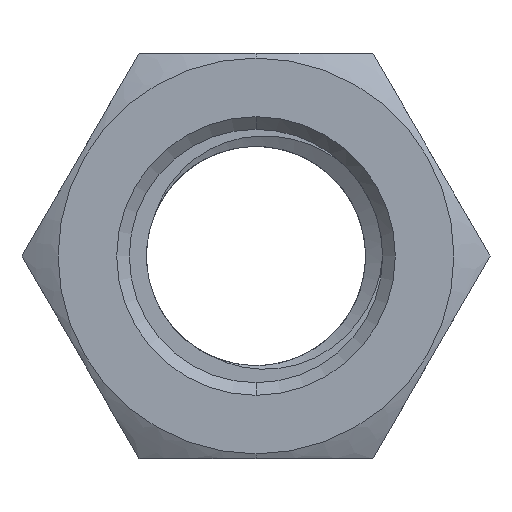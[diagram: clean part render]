
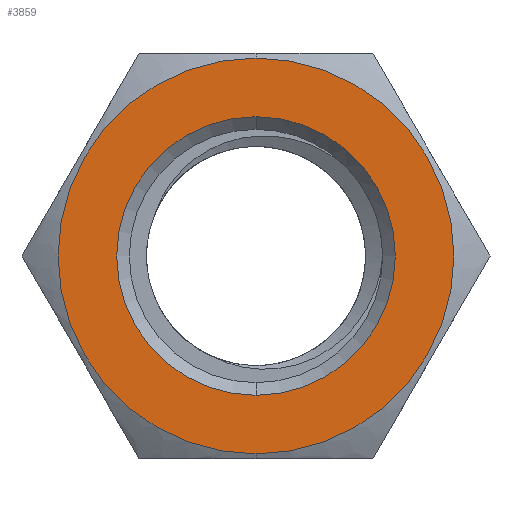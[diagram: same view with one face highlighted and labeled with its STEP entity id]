
A CAD part, front view. The second image highlights one B-rep face of the part: STEP entity #3859.
In plain terms, the highlighted planar face has unit normal (0, -1, 0).
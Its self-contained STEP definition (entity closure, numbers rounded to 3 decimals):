
#67 = AXIS2_PLACEMENT_3D ( 'NONE', #3292, #1275, #2859 ) ;
#113 = CIRCLE ( 'NONE', #2250, 6.25 ) ;
#175 = ORIENTED_EDGE ( 'NONE', *, *, #1663, .T. ) ;
#204 = DIRECTION ( 'NONE',  ( 0., 1., 0. ) ) ;
#258 = VERTEX_POINT ( 'NONE', #3086 ) ;
#283 = VERTEX_POINT ( 'NONE', #1453 ) ;
#372 = CIRCLE ( 'NONE', #3714, 6.25 ) ;
#616 = EDGE_LOOP ( 'NONE', ( #175, #4025 ) ) ;
#1010 = EDGE_CURVE ( 'NONE', #5054, #5165, #113, .T. ) ;
#1122 = FACE_BOUND ( 'NONE', #616, .T. ) ;
#1196 = DIRECTION ( 'NONE',  ( 0., 1., 0. ) ) ;
#1228 = CIRCLE ( 'NONE', #3539, 4.4 ) ;
#1275 = DIRECTION ( 'NONE',  ( 0., 1., 0. ) ) ;
#1293 = CARTESIAN_POINT ( 'NONE',  ( 0., -3.15, 0. ) ) ;
#1381 = CARTESIAN_POINT ( 'NONE',  ( 0., -3.15, 6.25 ) ) ;
#1453 = CARTESIAN_POINT ( 'NONE',  ( 0., -3.15, 4.4 ) ) ;
#1661 = CARTESIAN_POINT ( 'NONE',  ( 0., -3.15, 0. ) ) ;
#1663 = EDGE_CURVE ( 'NONE', #258, #283, #1228, .T. ) ;
#1809 = CARTESIAN_POINT ( 'NONE',  ( 0., -3.15, 0. ) ) ;
#2218 = DIRECTION ( 'NONE',  ( 0., 1., 0. ) ) ;
#2230 = DIRECTION ( 'NONE',  ( 0., 0., 1. ) ) ;
#2239 = EDGE_CURVE ( 'NONE', #5165, #5054, #372, .T. ) ;
#2250 = AXIS2_PLACEMENT_3D ( 'NONE', #1293, #204, #2230 ) ;
#2704 = CIRCLE ( 'NONE', #3396, 4.4 ) ;
#2716 = CARTESIAN_POINT ( 'NONE',  ( 0., -3.15, -6.25 ) ) ;
#2859 = DIRECTION ( 'NONE',  ( 0., 0., 1. ) ) ;
#2994 = EDGE_LOOP ( 'NONE', ( #3005, #4958 ) ) ;
#3005 = ORIENTED_EDGE ( 'NONE', *, *, #2239, .F. ) ;
#3086 = CARTESIAN_POINT ( 'NONE',  ( 0., -3.15, -4.4 ) ) ;
#3234 = CARTESIAN_POINT ( 'NONE',  ( 0., -3.15, 0. ) ) ;
#3292 = CARTESIAN_POINT ( 'NONE',  ( 0., -3.15, 0. ) ) ;
#3300 = DIRECTION ( 'NONE',  ( 0., 1., 0. ) ) ;
#3396 = AXIS2_PLACEMENT_3D ( 'NONE', #1809, #2218, #3811 ) ;
#3539 = AXIS2_PLACEMENT_3D ( 'NONE', #1661, #3300, #3596 ) ;
#3596 = DIRECTION ( 'NONE',  ( 0., 0., 1. ) ) ;
#3667 = EDGE_CURVE ( 'NONE', #283, #258, #2704, .T. ) ;
#3714 = AXIS2_PLACEMENT_3D ( 'NONE', #3234, #1196, #4895 ) ;
#3811 = DIRECTION ( 'NONE',  ( 0., 0., 1. ) ) ;
#3859 = ADVANCED_FACE ( 'NONE', ( #4793, #1122 ), #4393, .F. ) ;
#4025 = ORIENTED_EDGE ( 'NONE', *, *, #3667, .T. ) ;
#4393 = PLANE ( 'NONE',  #67 ) ;
#4793 = FACE_OUTER_BOUND ( 'NONE', #2994, .T. ) ;
#4895 = DIRECTION ( 'NONE',  ( 0., 0., 1. ) ) ;
#4958 = ORIENTED_EDGE ( 'NONE', *, *, #1010, .F. ) ;
#5054 = VERTEX_POINT ( 'NONE', #2716 ) ;
#5165 = VERTEX_POINT ( 'NONE', #1381 ) ;
